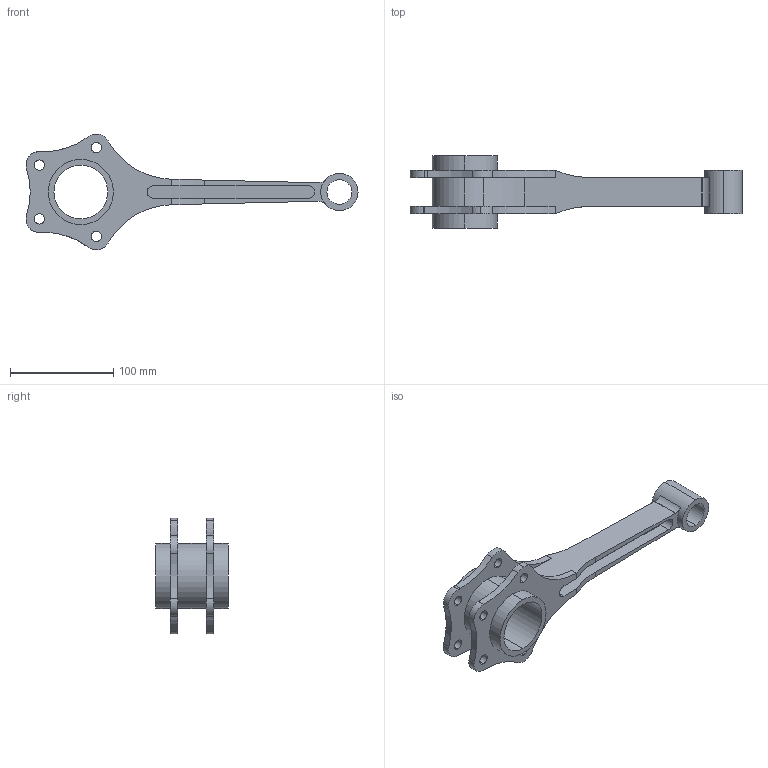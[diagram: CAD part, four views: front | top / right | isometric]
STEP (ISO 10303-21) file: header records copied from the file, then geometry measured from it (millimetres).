
FILE_DESCRIPTION (( 'STEP AP214' ), '1' );
FILE_NAME ('master_rod.STEP', '2025-07-13T18:32:35', ( '' ), ( '' ), 'SwSTEP 2.0', 'SolidWorks 2025', '' );
FILE_SCHEMA (( 'AUTOMOTIVE_DESIGN' ));
Length unit declared in the file: millimetre
Products named in the file (1): master_rod
Bounding box: 321 x 70 x 112 mm (x, y, z)
Volume: 269101.3 mm3; surface area: 88374.9 mm2
Topology: 1 solids, 1 shells, 84 faces, 233 edges, 154 vertices
Faces by surface type: cylinder 66, plane 18
Entity records: 2818 total; most frequent: DIRECTION 529, CARTESIAN_POINT 484, ORIENTED_EDGE 466, EDGE_CURVE 233, AXIS2_PLACEMENT_3D 215, VERTEX_POINT 154, CIRCLE 130, EDGE_LOOP 107
